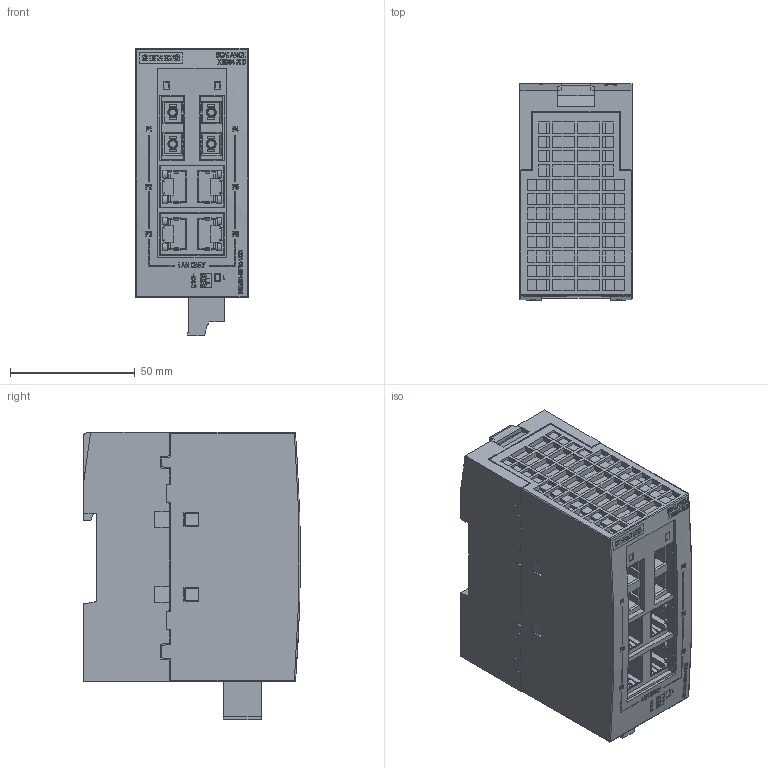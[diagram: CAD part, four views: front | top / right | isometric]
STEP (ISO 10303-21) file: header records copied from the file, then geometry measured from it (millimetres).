
FILE_DESCRIPTION(/* description */ (''),/* implementation_level */ '2;1');
FILE_NAME(/* name */ '6GK5004-2BF00-1AB2_3d.stp',/* time_stamp */ '2024-01-31T16:57:50+01:00',/* author */ (''),/* organization */ (''),/* preprocessor_version */ 'ST-DEVELOPER v18.102',/* originating_system */ 'SIEMENS PLM Software NX 2023',/* authorisation */ '');
FILE_SCHEMA (('AUTOMOTIVE_DESIGN { 1 0 10303 214 3 1 1 1 }'));
Products named in the file (6): RailClip; MountingClip; Labeling; Plug; Body; 1843_6GK5004-2BF00-1AB2_Simplify
Assembly tree (5 placements, depth 2):
  1843_6GK5004-2BF00-1AB2_Simplify
    Body
    Plug
    Labeling
    MountingClip
    RailClip
Bounding box: 45.02 x 87.05 x 115.31 mm (x, y, z)
Volume: 356013.6 mm3; surface area: 59696.9 mm2
Topology: 4 solids, 80 shells, 1805 faces, 6389 edges, 4818 vertices
Faces by surface type: plane 1598, cylinder 183, cone 14, torus 6, sphere 4
Full cylindrical faces by diameter (mm): 2.684 x4, 2.8 x6, 3.7 x3, 4 x4, 4.822 x3, 6 x1
Entity records: 81781 total; most frequent: CARTESIAN_POINT 15826, ORIENTED_EDGE 10896, DIRECTION 10345, EDGE_CURVE 6342, VERTEX_POINT 4802, LINE 4503, VECTOR 4503, AXIS2_PLACEMENT_3D 2921
